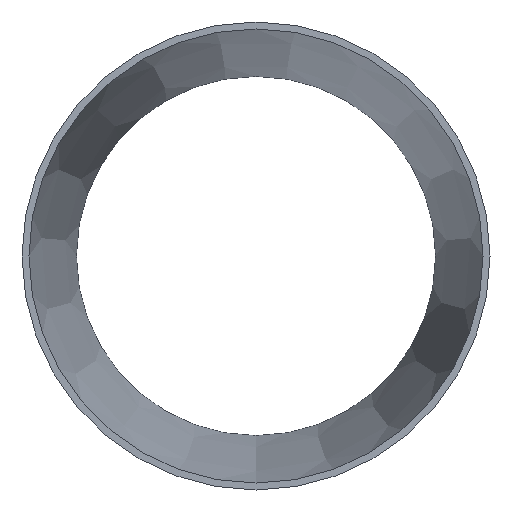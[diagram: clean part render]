
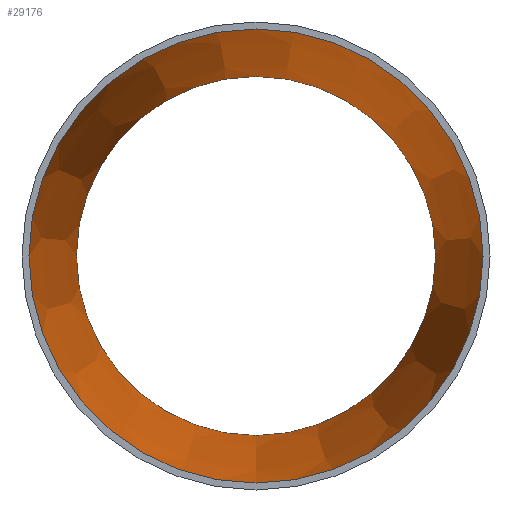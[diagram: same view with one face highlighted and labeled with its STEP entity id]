
A CAD part, front view. The second image highlights one B-rep face of the part: STEP entity #29176.
In plain terms, the highlighted conical face has half-angle 6.609 degrees and reference radius 197.16 mm.
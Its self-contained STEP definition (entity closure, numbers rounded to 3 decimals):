
#4397 = CONICAL_SURFACE ( 'NONE', #9774, 197.16, 0.115 ) ;
#4470 = EDGE_LOOP ( 'NONE', ( #40840 ) ) ;
#6546 = DIRECTION ( 'NONE',  ( 0., 0., -1. ) ) ;
#7522 = CARTESIAN_POINT ( 'NONE',  ( 0., 356., 0. ) ) ;
#9378 = ORIENTED_EDGE ( 'NONE', *, *, #26890, .F. ) ;
#9774 = AXIS2_PLACEMENT_3D ( 'NONE', #34146, #34556, #25063 ) ;
#10673 = DIRECTION ( 'NONE',  ( 0., -1., 0. ) ) ;
#13023 = CARTESIAN_POINT ( 'NONE',  ( 0., 356., -155.91 ) ) ;
#13439 = VERTEX_POINT ( 'NONE', #25885 ) ;
#14409 = AXIS2_PLACEMENT_3D ( 'NONE', #7522, #10673, #39740 ) ;
#16879 = CARTESIAN_POINT ( 'NONE',  ( 0., 0., 0. ) ) ;
#20617 = CIRCLE ( 'NONE', #26667, 197.16 ) ;
#25063 = DIRECTION ( 'NONE',  ( 0., 0., -1. ) ) ;
#25469 = VERTEX_POINT ( 'NONE', #13023 ) ;
#25885 = CARTESIAN_POINT ( 'NONE',  ( 0., 0., -197.16 ) ) ;
#26547 = CIRCLE ( 'NONE', #14409, 155.91 ) ;
#26667 = AXIS2_PLACEMENT_3D ( 'NONE', #16879, #36033, #6546 ) ;
#26890 = EDGE_CURVE ( 'NONE', #25469, #25469, #26547, .T. ) ;
#29176 = ADVANCED_FACE ( 'NONE', ( #37701, #37908 ), #4397, .F. ) ;
#34146 = CARTESIAN_POINT ( 'NONE',  ( 0., 0., 0. ) ) ;
#34556 = DIRECTION ( 'NONE',  ( 0., -1., 0. ) ) ;
#35557 = EDGE_CURVE ( 'NONE', #13439, #13439, #20617, .T. ) ;
#36033 = DIRECTION ( 'NONE',  ( 0., -1., 0. ) ) ;
#37701 = FACE_BOUND ( 'NONE', #37732, .T. ) ;
#37732 = EDGE_LOOP ( 'NONE', ( #9378 ) ) ;
#37908 = FACE_OUTER_BOUND ( 'NONE', #4470, .T. ) ;
#39740 = DIRECTION ( 'NONE',  ( 0., 0., -1. ) ) ;
#40840 = ORIENTED_EDGE ( 'NONE', *, *, #35557, .T. ) ;
